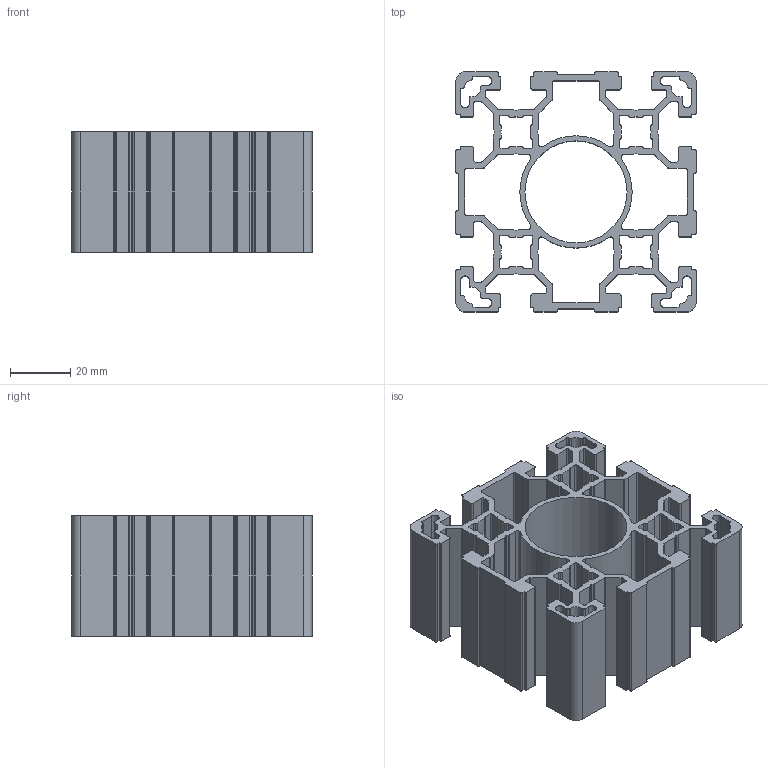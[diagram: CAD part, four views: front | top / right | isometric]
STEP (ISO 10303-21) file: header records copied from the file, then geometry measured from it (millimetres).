
FILE_DESCRIPTION (( 'STEP AP203' ), '1' );
FILE_NAME ('80õ80.STEP', '2023-06-29T12:49:35', ( '' ), ( '' ), 'SwSTEP 2.0', 'SolidWorks 2022', '' );
FILE_SCHEMA (( 'CONFIG_CONTROL_DESIGN' ));
Length unit declared in the file: millimetre
Products named in the file (1): 80х80
Bounding box: 80 x 80 x 40 mm (x, y, z)
Volume: 67820 mm3; surface area: 60402.8 mm2
Topology: 1 solids, 1 shells, 699 faces, 2091 edges, 1394 vertices
Faces by surface type: cylinder 377, plane 322
Entity records: 23908 total; most frequent: DIRECTION 4245, CARTESIAN_POINT 4185, ORIENTED_EDGE 4182, EDGE_CURVE 2091, AXIS2_PLACEMENT_3D 1454, VERTEX_POINT 1394, LINE 1337, VECTOR 1337
